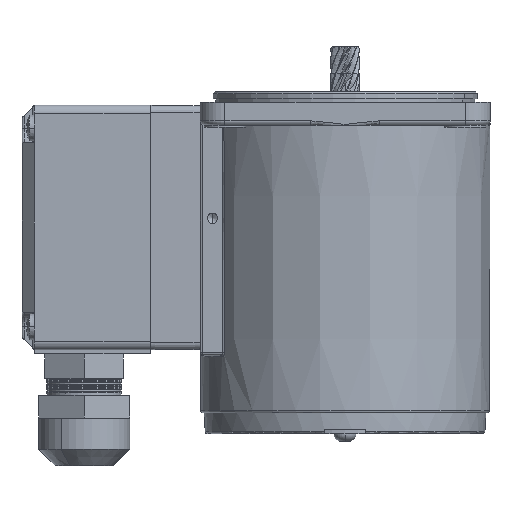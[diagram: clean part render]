
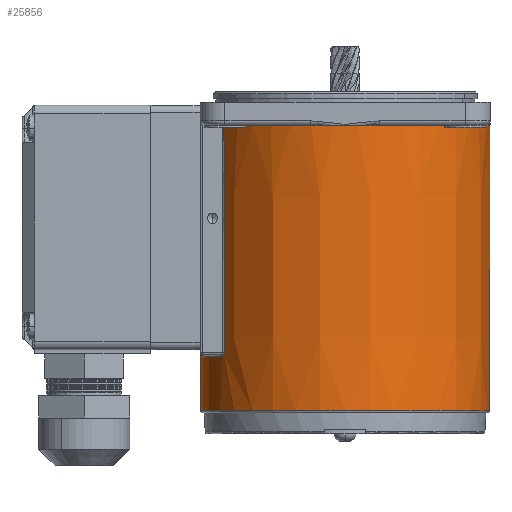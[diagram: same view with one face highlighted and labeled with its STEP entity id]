
A CAD part, left-side view. The second image highlights one B-rep face of the part: STEP entity #25856.
In plain terms, the highlighted conical face has half-angle 0.1 degrees and reference radius 34.869 mm.
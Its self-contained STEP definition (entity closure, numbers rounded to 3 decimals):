
#6653 = CARTESIAN_POINT ( 'NONE',  ( 29.233, 19.225, -6.667 ) ) ;
#6913 = CARTESIAN_POINT ( 'NONE',  ( 29.213, 19.225, -16.333 ) ) ;
#6914 = CARTESIAN_POINT ( 'NONE',  ( 29.224, 19.225, -11. ) ) ;
#6915 = CARTESIAN_POINT ( 'NONE',  ( 29.227, 19.225, -9.667 ) ) ;
#6920 = CARTESIAN_POINT ( 'NONE',  ( 29.23, 19.225, -8.333 ) ) ;
#6923 = CARTESIAN_POINT ( 'NONE',  ( 29.232, 19.225, -7. ) ) ;
#6932 = B_SPLINE_CURVE_WITH_KNOTS ( 'NONE', 3,
 ( #7657, #7656, #6653, #6923, #6920, #6915, #6914, #6913, #7168, #7185, #7184, #7171, #7170 ),
 .UNSPECIFIED., .F., .F.,
 ( 4, 3, 3, 3, 4 ),
 ( 0., 0.001, 0.005, 0.021, 0.055 ),
 .UNSPECIFIED. ) ;
#7168 = CARTESIAN_POINT ( 'NONE',  ( 29.202, 19.225, -21.667 ) ) ;
#7170 = CARTESIAN_POINT ( 'NONE',  ( 29.12, 19.225, -60.999 ) ) ;
#7171 = CARTESIAN_POINT ( 'NONE',  ( 29.144, 19.225, -49.666 ) ) ;
#7184 = CARTESIAN_POINT ( 'NONE',  ( 29.167, 19.225, -38.333 ) ) ;
#7185 = CARTESIAN_POINT ( 'NONE',  ( 29.191, 19.225, -27. ) ) ;
#7508 = CIRCLE ( 'NONE', #7545, 34.99 ) ;
#7534 = CARTESIAN_POINT ( 'NONE',  ( 34.869, 0., -75.001 ) ) ;
#7535 = CIRCLE ( 'NONE', #7581, 34.869 ) ;
#7536 = DIRECTION ( 'NONE',  ( -1., 0., 0. ) ) ;
#7537 = DIRECTION ( 'NONE',  ( 0., 0., -1. ) ) ;
#7538 = CARTESIAN_POINT ( 'NONE',  ( 0., 0., -6. ) ) ;
#7539 = AXIS2_PLACEMENT_3D ( 'NONE', #7538, #7537, #7536 ) ;
#7540 = AXIS2_PLACEMENT_3D ( 'NONE', #7600, #7599, #7598 ) ;
#7541 = CIRCLE ( 'NONE', #7584, 34.99 ) ;
#7542 = CIRCLE ( 'NONE', #7539, 34.99 ) ;
#7543 = DIRECTION ( 'NONE',  ( -1., 0., 0. ) ) ;
#7544 = DIRECTION ( 'NONE',  ( 0., 0., -1. ) ) ;
#7545 = AXIS2_PLACEMENT_3D ( 'NONE', #7547, #7544, #7543 ) ;
#7546 = CIRCLE ( 'NONE', #7540, 34.99 ) ;
#7547 = CARTESIAN_POINT ( 'NONE',  ( 0., 0., -6. ) ) ;
#7548 = CARTESIAN_POINT ( 'NONE',  ( 29.12, 19.225, -60.999 ) ) ;
#7549 = CARTESIAN_POINT ( 'NONE',  ( 34.51, 5.146, -61.862 ) ) ;
#7553 = CARTESIAN_POINT ( 'NONE',  ( 34.892, 0., -61.641 ) ) ;
#7555 = CARTESIAN_POINT ( 'NONE',  ( 29.235, 19.225, -6. ) ) ;
#7556 = CARTESIAN_POINT ( 'NONE',  ( -8.262, 34., -6. ) ) ;
#7557 = CARTESIAN_POINT ( 'NONE',  ( 34.013, 7.783, -61.999 ) ) ;
#7559 = CARTESIAN_POINT ( 'NONE',  ( -34.99, 0., -6. ) ) ;
#7562 = DIRECTION ( 'NONE',  ( 0., 0., 1. ) ) ;
#7568 = CARTESIAN_POINT ( 'NONE',  ( -34.869, 0., -75.001 ) ) ;
#7569 = CARTESIAN_POINT ( 'NONE',  ( 0., 0., -75.001 ) ) ;
#7570 = DIRECTION ( 'NONE',  ( -1., 0., 0. ) ) ;
#7571 = DIRECTION ( 'NONE',  ( 0., 0., -1. ) ) ;
#7573 = AXIS2_PLACEMENT_3D ( 'NONE', #7569, #7562, #7578 ) ;
#7578 = DIRECTION ( 'NONE',  ( 1., 0., 0. ) ) ;
#7579 = DIRECTION ( 'NONE',  ( 1., 0., 0. ) ) ;
#7580 = DIRECTION ( 'NONE',  ( 0., 0., 1. ) ) ;
#7581 = AXIS2_PLACEMENT_3D ( 'NONE', #7586, #7580, #7579 ) ;
#7582 = CARTESIAN_POINT ( 'NONE',  ( 0., 0., -6. ) ) ;
#7584 = AXIS2_PLACEMENT_3D ( 'NONE', #7582, #7571, #7570 ) ;
#7586 = CARTESIAN_POINT ( 'NONE',  ( 0., 0., -75.001 ) ) ;
#7587 = CONICAL_SURFACE ( 'NONE', #7573, 34.869, 0.002 ) ;
#7588 = DIRECTION ( 'NONE',  ( -0.002, 0., 1. ) ) ;
#7589 = VECTOR ( 'NONE', #7588, 1000. ) ;
#7590 = CARTESIAN_POINT ( 'NONE',  ( -34.869, 0., -75.001 ) ) ;
#7592 = LINE ( 'NONE', #7590, #7589 ) ;
#7598 = DIRECTION ( 'NONE',  ( -1., 0., 0. ) ) ;
#7599 = DIRECTION ( 'NONE',  ( 0., 0., -1. ) ) ;
#7600 = CARTESIAN_POINT ( 'NONE',  ( 0., 0., -6. ) ) ;
#7623 = CARTESIAN_POINT ( 'NONE',  ( -34., 8.262, -6. ) ) ;
#7625 = CARTESIAN_POINT ( 'NONE',  ( 8.262, 34., -6. ) ) ;
#7628 = FACE_OUTER_BOUND ( 'NONE', #25851, .T. ) ;
#7629 = CARTESIAN_POINT ( 'NONE',  ( 34.869, 0., -75.001 ) ) ;
#7630 = LINE ( 'NONE', #7629, #7685 ) ;
#7656 = CARTESIAN_POINT ( 'NONE',  ( 29.234, 19.225, -6.333 ) ) ;
#7657 = CARTESIAN_POINT ( 'NONE',  ( 29.235, 19.225, -6. ) ) ;
#7667 = CARTESIAN_POINT ( 'NONE',  ( 29.745, 18.239, -61.999 ) ) ;
#7684 = DIRECTION ( 'NONE',  ( 0.002, 0., 1. ) ) ;
#7685 = VECTOR ( 'NONE', #7684, 1000. ) ;
#7687 = CARTESIAN_POINT ( 'NONE',  ( 34.892, 0., -61.641 ) ) ;
#7688 = CARTESIAN_POINT ( 'NONE',  ( 34.892, 0.862, -61.641 ) ) ;
#7689 = CARTESIAN_POINT ( 'NONE',  ( 34.86, 1.723, -61.664 ) ) ;
#7690 = CARTESIAN_POINT ( 'NONE',  ( 34.733, 3.44, -61.739 ) ) ;
#7691 = CARTESIAN_POINT ( 'NONE',  ( 34.637, 4.296, -61.787 ) ) ;
#7692 = CARTESIAN_POINT ( 'NONE',  ( 34.51, 5.146, -61.862 ) ) ;
#7694 = DIRECTION ( 'NONE',  ( 0., 0., -1. ) ) ;
#7695 = B_SPLINE_CURVE_WITH_KNOTS ( 'NONE', 3,
 ( #7692, #7691, #7690, #7689, #7688, #7687 ),
 .UNSPECIFIED., .F., .F.,
 ( 4, 2, 4 ),
 ( 0., 0.003, 0.005 ),
 .UNSPECIFIED. ) ;
#7697 = AXIS2_PLACEMENT_3D ( 'NONE', #7698, #7694, #7735 ) ;
#7698 = CARTESIAN_POINT ( 'NONE',  ( 0., 0., -61.999 ) ) ;
#7699 = CARTESIAN_POINT ( 'NONE',  ( 29.745, 18.239, -61.999 ) ) ;
#7700 = CARTESIAN_POINT ( 'NONE',  ( 29.671, 18.36, -61.999 ) ) ;
#7701 = CARTESIAN_POINT ( 'NONE',  ( 29.597, 18.479, -61.977 ) ) ;
#7702 = CARTESIAN_POINT ( 'NONE',  ( 29.453, 18.709, -61.887 ) ) ;
#7703 = CARTESIAN_POINT ( 'NONE',  ( 29.384, 18.816, -61.82 ) ) ;
#7704 = CARTESIAN_POINT ( 'NONE',  ( 29.264, 19.003, -61.644 ) ) ;
#7705 = CARTESIAN_POINT ( 'NONE',  ( 29.212, 19.083, -61.534 ) ) ;
#7706 = CARTESIAN_POINT ( 'NONE',  ( 29.14, 19.194, -61.283 ) ) ;
#7707 = CARTESIAN_POINT ( 'NONE',  ( 29.12, 19.225, -61.143 ) ) ;
#7708 = CARTESIAN_POINT ( 'NONE',  ( 29.12, 19.225, -60.999 ) ) ;
#7709 = CIRCLE ( 'NONE', #7697, 34.892 ) ;
#7710 = B_SPLINE_CURVE_WITH_KNOTS ( 'NONE', 3,
 ( #7708, #7707, #7706, #7705, #7704, #7703, #7702, #7701, #7700, #7699 ),
 .UNSPECIFIED., .F., .F.,
 ( 4, 2, 2, 2, 4 ),
 ( 0., 0., 0.001, 0.001, 0.002 ),
 .UNSPECIFIED. ) ;
#7726 = CARTESIAN_POINT ( 'NONE',  ( 34.51, 5.146, -61.862 ) ) ;
#7727 = CARTESIAN_POINT ( 'NONE',  ( 34.379, 6.03, -61.941 ) ) ;
#7728 = CARTESIAN_POINT ( 'NONE',  ( 34.213, 6.909, -61.999 ) ) ;
#7729 = CARTESIAN_POINT ( 'NONE',  ( 34.013, 7.783, -61.999 ) ) ;
#7731 = B_SPLINE_CURVE_WITH_KNOTS ( 'NONE', 3,
 ( #7729, #7728, #7727, #7726 ),
 .UNSPECIFIED., .F., .F.,
 ( 4, 4 ),
 ( 0., 0.003 ),
 .UNSPECIFIED. ) ;
#7735 = DIRECTION ( 'NONE',  ( -1., 0., 0. ) ) ;
#25826 = ORIENTED_EDGE ( 'NONE', *, *, #25910, .T. ) ;
#25827 = VERTEX_POINT ( 'NONE', #7553 ) ;
#25828 = VERTEX_POINT ( 'NONE', #7559 ) ;
#25829 = ORIENTED_EDGE ( 'NONE', *, *, #25843, .T. ) ;
#25830 = EDGE_CURVE ( 'NONE', #25828, #25858, #7508, .T. ) ;
#25831 = VERTEX_POINT ( 'NONE', #7556 ) ;
#25832 = VERTEX_POINT ( 'NONE', #7549 ) ;
#25833 = VERTEX_POINT ( 'NONE', #7548 ) ;
#25834 = ORIENTED_EDGE ( 'NONE', *, *, #25849, .T. ) ;
#25835 = EDGE_CURVE ( 'NONE', #25831, #25860, #7542, .T. ) ;
#25836 = VERTEX_POINT ( 'NONE', #7555 ) ;
#25837 = VERTEX_POINT ( 'NONE', #7557 ) ;
#25838 = EDGE_CURVE ( 'NONE', #25860, #25836, #7546, .T. ) ;
#25839 = ORIENTED_EDGE ( 'NONE', *, *, #25907, .T. ) ;
#25840 = ORIENTED_EDGE ( 'NONE', *, *, #25905, .T. ) ;
#25843 = EDGE_CURVE ( 'NONE', #25855, #25828, #7592, .T. ) ;
#25846 = EDGE_CURVE ( 'NONE', #25854, #25855, #7535, .T. ) ;
#25849 = EDGE_CURVE ( 'NONE', #25858, #25831, #7541, .T. ) ;
#25851 = EDGE_LOOP ( 'NONE', ( #25859, #25829, #25857, #25834, #25853, #25901, #25852, #25840, #25839, #25826, #25909, #25890 ) ) ;
#25852 = ORIENTED_EDGE ( 'NONE', *, *, #25902, .T. ) ;
#25853 = ORIENTED_EDGE ( 'NONE', *, *, #25835, .T. ) ;
#25854 = VERTEX_POINT ( 'NONE', #7534 ) ;
#25855 = VERTEX_POINT ( 'NONE', #7568 ) ;
#25856 = ADVANCED_FACE ( 'NONE', ( #7628 ), #7587, .T. ) ;
#25857 = ORIENTED_EDGE ( 'NONE', *, *, #25830, .T. ) ;
#25858 = VERTEX_POINT ( 'NONE', #7623 ) ;
#25859 = ORIENTED_EDGE ( 'NONE', *, *, #25846, .T. ) ;
#25860 = VERTEX_POINT ( 'NONE', #7625 ) ;
#25888 = EDGE_CURVE ( 'NONE', #25854, #25827, #7630, .T. ) ;
#25890 = ORIENTED_EDGE ( 'NONE', *, *, #25888, .F. ) ;
#25901 = ORIENTED_EDGE ( 'NONE', *, *, #25838, .T. ) ;
#25902 = EDGE_CURVE ( 'NONE', #25836, #25833, #6932, .T. ) ;
#25904 = VERTEX_POINT ( 'NONE', #7667 ) ;
#25905 = EDGE_CURVE ( 'NONE', #25833, #25904, #7710, .T. ) ;
#25906 = EDGE_CURVE ( 'NONE', #25832, #25827, #7695, .T. ) ;
#25907 = EDGE_CURVE ( 'NONE', #25904, #25837, #7709, .T. ) ;
#25909 = ORIENTED_EDGE ( 'NONE', *, *, #25906, .T. ) ;
#25910 = EDGE_CURVE ( 'NONE', #25837, #25832, #7731, .T. ) ;
